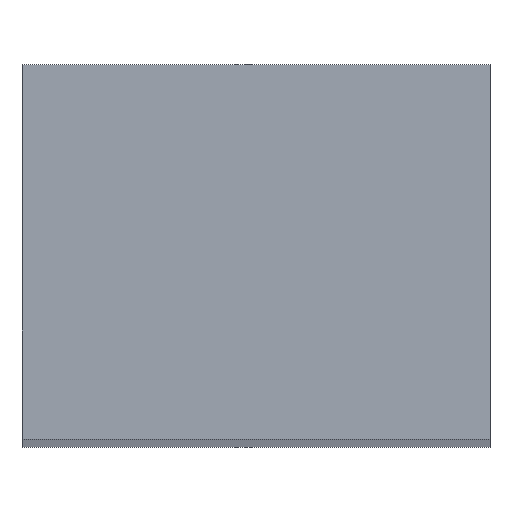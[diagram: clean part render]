
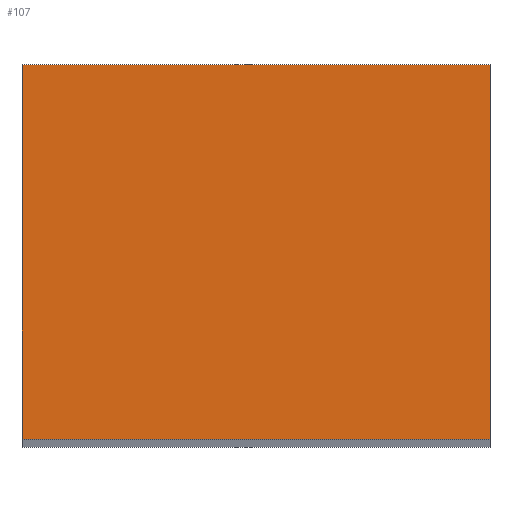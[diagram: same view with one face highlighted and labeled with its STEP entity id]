
A CAD part, top view. The second image highlights one B-rep face of the part: STEP entity #107.
In plain terms, the highlighted planar face has unit normal (0, 0, 1).
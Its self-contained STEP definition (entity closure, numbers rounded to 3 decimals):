
#14=FACE_OUTER_BOUND('',#20,.T.);
#20=EDGE_LOOP('',(#70,#71,#72,#73));
#26=LINE('',#172,#38);
#27=LINE('',#174,#39);
#28=LINE('',#176,#40);
#29=LINE('',#177,#41);
#38=VECTOR('',#146,10.);
#39=VECTOR('',#147,10.);
#40=VECTOR('',#148,10.);
#41=VECTOR('',#149,10.);
#50=VERTEX_POINT('',#170);
#51=VERTEX_POINT('',#171);
#52=VERTEX_POINT('',#173);
#53=VERTEX_POINT('',#175);
#58=EDGE_CURVE('',#50,#51,#26,.T.);
#59=EDGE_CURVE('',#51,#52,#27,.T.);
#60=EDGE_CURVE('',#53,#52,#28,.T.);
#61=EDGE_CURVE('',#50,#53,#29,.T.);
#70=ORIENTED_EDGE('',*,*,#58,.T.);
#71=ORIENTED_EDGE('',*,*,#59,.T.);
#72=ORIENTED_EDGE('',*,*,#60,.F.);
#73=ORIENTED_EDGE('',*,*,#61,.F.);
#94=PLANE('',#136);
#107=ADVANCED_FACE('',(#14),#94,.T.);
#136=AXIS2_PLACEMENT_3D('',#169,#144,#145);
#144=DIRECTION('center_axis',(0.,0.,1.));
#145=DIRECTION('ref_axis',(1.,0.,0.));
#146=DIRECTION('',(1.,0.,0.));
#147=DIRECTION('',(0.,1.,0.));
#148=DIRECTION('',(1.,0.,0.));
#149=DIRECTION('',(0.,1.,0.));
#169=CARTESIAN_POINT('Origin',(-0.5,0.,5.));
#170=CARTESIAN_POINT('',(-0.5,0.,5.));
#171=CARTESIAN_POINT('',(0.5,0.,5.));
#172=CARTESIAN_POINT('',(-0.5,0.,5.));
#173=CARTESIAN_POINT('',(0.5,0.8,5.));
#174=CARTESIAN_POINT('',(0.5,0.,5.));
#175=CARTESIAN_POINT('',(-0.5,0.8,5.));
#176=CARTESIAN_POINT('',(-0.5,0.8,5.));
#177=CARTESIAN_POINT('',(-0.5,0.,5.));
